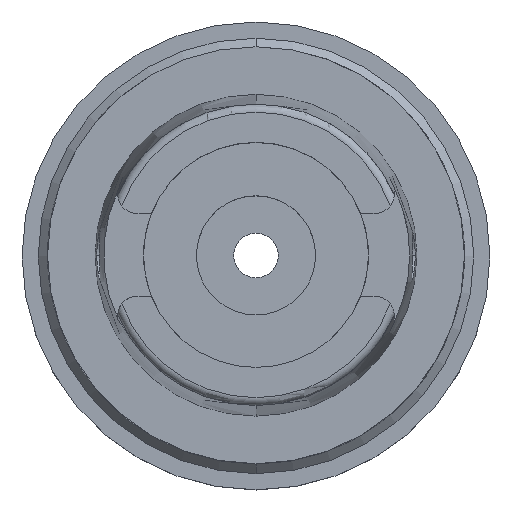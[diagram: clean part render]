
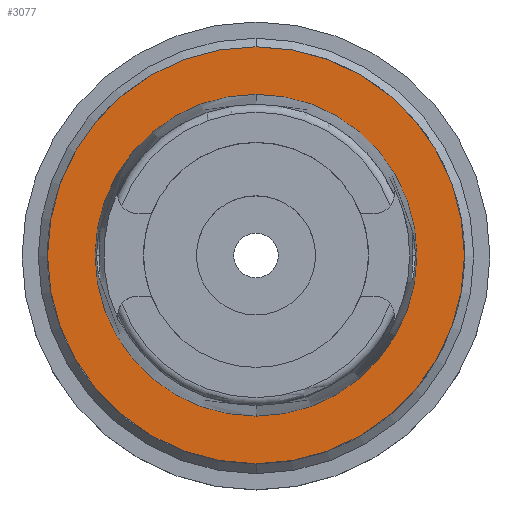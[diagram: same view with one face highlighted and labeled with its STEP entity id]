
A CAD part, top view. The second image highlights one B-rep face of the part: STEP entity #3077.
In plain terms, the highlighted planar face has unit normal (0, 0, 1).
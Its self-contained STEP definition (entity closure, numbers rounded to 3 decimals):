
#618=CARTESIAN_POINT('',(0.,0.,0.));
#619=DIRECTION('',(0.,0.,-1.));
#620=DIRECTION('',(0.,-1.,0.));
#621=AXIS2_PLACEMENT_3D('',#618,#619,#620);
#626=CARTESIAN_POINT('',(0.,0.,0.));
#627=DIRECTION('',(0.,0.,-1.));
#628=DIRECTION('',(0.,1.,0.));
#629=AXIS2_PLACEMENT_3D('',#626,#627,#628);
#634=CARTESIAN_POINT('',(0.,0.,0.));
#635=DIRECTION('',(0.,0.,1.));
#636=DIRECTION('',(0.,-1.,0.));
#637=AXIS2_PLACEMENT_3D('',#634,#635,#636);
#642=CARTESIAN_POINT('',(0.,0.,0.));
#643=DIRECTION('',(0.,0.,1.));
#644=DIRECTION('',(0.,1.,0.));
#645=AXIS2_PLACEMENT_3D('',#642,#643,#644);
#2409=CARTESIAN_POINT('',(0.,-24.315,0.));
#2410=VERTEX_POINT('',#2409);
#2411=CARTESIAN_POINT('',(0.,24.315,0.));
#2412=VERTEX_POINT('',#2411);
#2691=CARTESIAN_POINT('',(0.,31.5,0.));
#2692=VERTEX_POINT('',#2691);
#2693=CARTESIAN_POINT('',(0.,-31.5,0.));
#2694=VERTEX_POINT('',#2693);
#3062=CARTESIAN_POINT('',(0.,0.,0.));
#3063=DIRECTION('',(0.,0.,1.));
#3064=DIRECTION('',(0.,1.,0.));
#3065=AXIS2_PLACEMENT_3D('',#3062,#3063,#3064);
#3066=PLANE('',#3065);
#3068=ORIENTED_EDGE('',*,*,#3067,.T.);
#3070=ORIENTED_EDGE('',*,*,#3069,.T.);
#3071=EDGE_LOOP('',(#3068,#3070));
#3072=FACE_OUTER_BOUND('',#3071,.F.);
#3073=ORIENTED_EDGE('',*,*,#3020,.T.);
#3074=ORIENTED_EDGE('',*,*,#2813,.T.);
#3075=EDGE_LOOP('',(#3073,#3074));
#3076=FACE_BOUND('',#3075,.F.);
#622=CIRCLE('',#621,31.5);
#630=CIRCLE('',#629,31.5);
#638=CIRCLE('',#637,24.315);
#646=CIRCLE('',#645,24.315);
#2813=EDGE_CURVE('',#2412,#2410,#646,.T.);
#3020=EDGE_CURVE('',#2410,#2412,#638,.T.);
#3067=EDGE_CURVE('',#2694,#2692,#622,.T.);
#3069=EDGE_CURVE('',#2692,#2694,#630,.T.);
#3077=ADVANCED_FACE('',(#3072,#3076),#3066,.T.);
